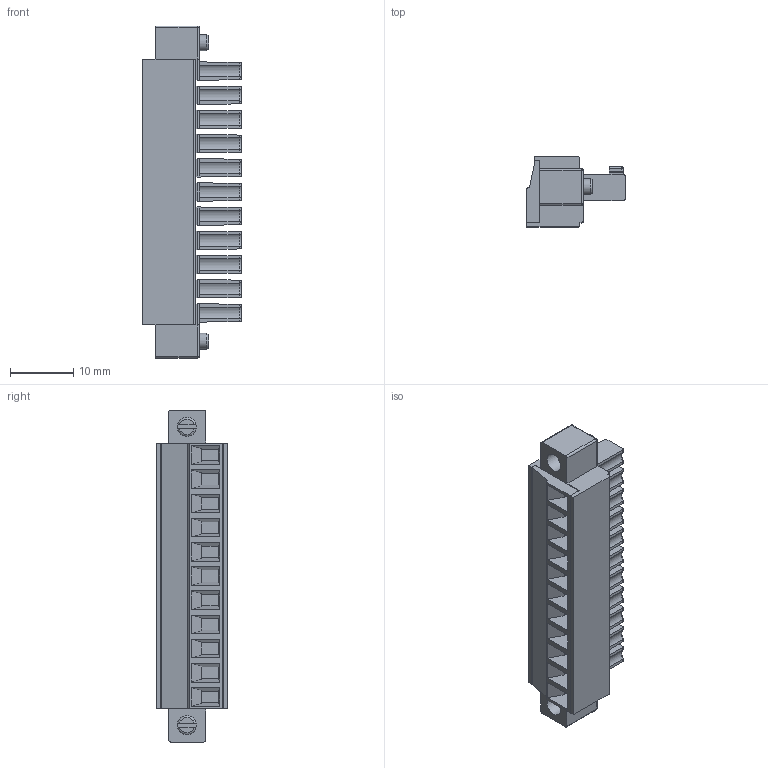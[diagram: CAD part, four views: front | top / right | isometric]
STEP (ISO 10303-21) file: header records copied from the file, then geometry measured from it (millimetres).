
FILE_DESCRIPTION(('STEP AP214'),'1');
FILE_NAME('SH06-7,62-K-S.stp','2018-11-19T11:52:24',(' '),(' '),'Spatial InterOp 3D',' ',' ');
FILE_SCHEMA(('AUTOMOTIVE_DESIGN { 1 0 10303 214 1 1 1 1 }'));
Length unit declared in the file: metre
Products named in the file (1): 1
Bounding box: 15.5 x 11.1 x 52.31 mm (x, y, z)
Volume: 4216.7 mm3; surface area: 4853.3 mm2
Topology: 1 solids, 1 shells, 831 faces, 2192 edges, 1394 vertices
Faces by surface type: plane 545, cylinder 198, cone 35, torus 27, sphere 26
Full cylindrical faces by diameter (mm): 1.2 x11, 1.8 x5, 2.5 x2, 2.8 x11, 3 x13
Entity records: 31369 total; most frequent: CARTESIAN_POINT 4767, DIRECTION 4066, ORIENTED_EDGE 4066, EDGE_CURVE 2033, LINE 1504, VECTOR 1504, VERTEX_POINT 1338, AXIS2_PLACEMENT_3D 1281
